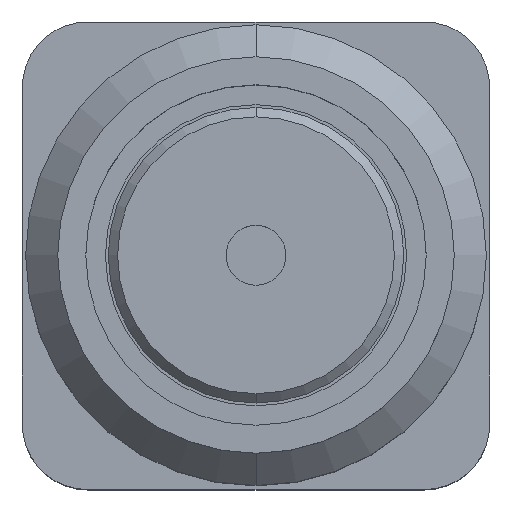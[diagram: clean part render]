
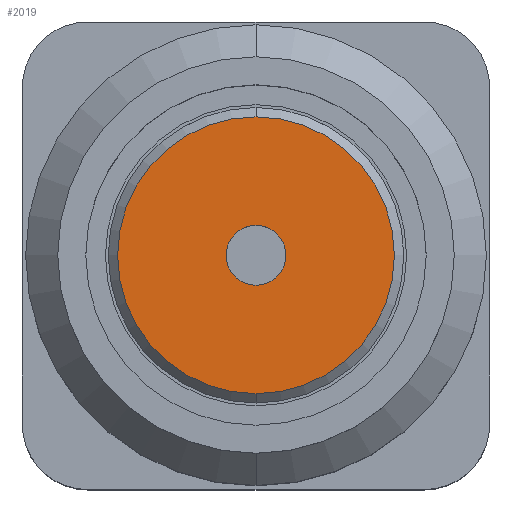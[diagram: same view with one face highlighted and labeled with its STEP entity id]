
A CAD part, top view. The second image highlights one B-rep face of the part: STEP entity #2019.
In plain terms, the highlighted planar face has unit normal (0, 0, 1).
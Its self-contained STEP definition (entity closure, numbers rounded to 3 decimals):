
#736=CARTESIAN_POINT('',(0.,0.,-2.032));
#737=DIRECTION('',(0.,0.,-1.));
#738=DIRECTION('',(0.,-1.,0.));
#739=AXIS2_PLACEMENT_3D('',#736,#737,#738);
#741=CARTESIAN_POINT('',(0.,0.,-2.032));
#742=DIRECTION('',(0.,0.,1.));
#743=DIRECTION('',(0.,-1.,0.));
#744=AXIS2_PLACEMENT_3D('',#741,#742,#743);
#746=CARTESIAN_POINT('',(0.,0.,-2.032));
#747=DIRECTION('',(0.,0.,1.));
#748=DIRECTION('',(0.,-1.,0.));
#749=AXIS2_PLACEMENT_3D('',#746,#747,#748);
#751=CARTESIAN_POINT('',(0.,0.,-2.032));
#752=DIRECTION('',(0.,0.,-1.));
#753=DIRECTION('',(0.,-1.,0.));
#754=AXIS2_PLACEMENT_3D('',#751,#752,#753);
#801=CARTESIAN_POINT('',(0.,-0.406,-2.032));
#803=VERTEX_POINT('',#801);
#839=CARTESIAN_POINT('',(0.,0.406,-2.032));
#841=VERTEX_POINT('',#839);
#966=CARTESIAN_POINT('',(0.,-1.88,-2.032));
#968=VERTEX_POINT('',#966);
#972=CARTESIAN_POINT('',(0.,1.88,-2.032));
#974=VERTEX_POINT('',#972);
#2004=CARTESIAN_POINT('',(0.,0.,-2.032));
#2005=DIRECTION('',(0.,0.,1.));
#2006=DIRECTION('',(0.,1.,0.));
#2007=AXIS2_PLACEMENT_3D('',#2004,#2005,#2006);
#2008=PLANE('',#2007);
#2009=ORIENTED_EDGE('',*,*,#1986,.T.);
#2010=ORIENTED_EDGE('',*,*,#1997,.F.);
#2011=EDGE_LOOP('',(#2009,#2010));
#2012=FACE_OUTER_BOUND('',#2011,.F.);
#2014=ORIENTED_EDGE('',*,*,#2013,.T.);
#2016=ORIENTED_EDGE('',*,*,#2015,.F.);
#2017=EDGE_LOOP('',(#2014,#2016));
#2018=FACE_BOUND('',#2017,.F.);
#2019=ADVANCED_FACE('',(#2012,#2018),#2008,.T.);
#740=CIRCLE('',#739,1.88);
#745=CIRCLE('',#744,1.88);
#750=CIRCLE('',#749,0.406);
#755=CIRCLE('',#754,0.406);
#1986=EDGE_CURVE('',#968,#974,#740,.T.);
#1997=EDGE_CURVE('',#968,#974,#745,.T.);
#2013=EDGE_CURVE('',#803,#841,#750,.T.);
#2015=EDGE_CURVE('',#803,#841,#755,.T.);
